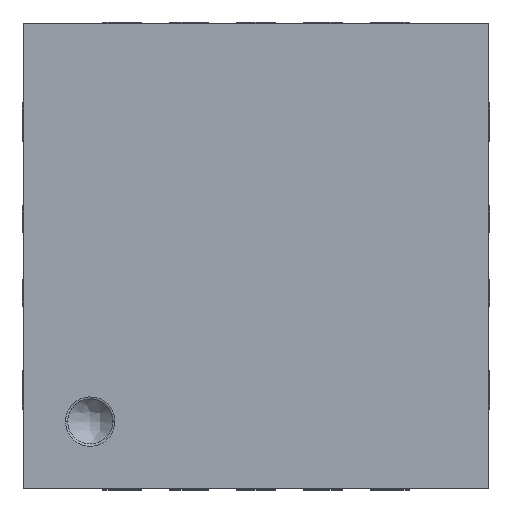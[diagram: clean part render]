
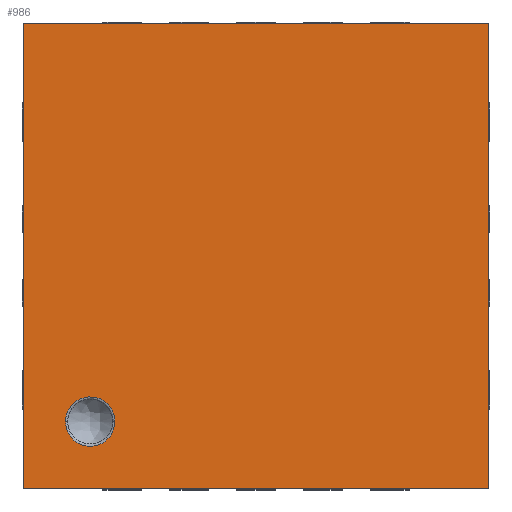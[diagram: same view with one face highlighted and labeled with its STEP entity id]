
A CAD part, top view. The second image highlights one B-rep face of the part: STEP entity #986.
In plain terms, the highlighted planar face has unit normal (0, 0, 1).
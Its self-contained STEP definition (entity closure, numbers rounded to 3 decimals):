
#58 = ORIENTED_EDGE ( 'NONE', *, *, #2714, .F. ) ;
#145 = CARTESIAN_POINT ( 'NONE',  ( 2.74, 0.01, 1. ) ) ;
#191 = CARTESIAN_POINT ( 'NONE',  ( -0.145, 0.344, 1. ) ) ;
#223 = FACE_BOUND ( 'NONE', #6479, .T. ) ;
#292 = ORIENTED_EDGE ( 'NONE', *, *, #2863, .F. ) ;
#412 = CARTESIAN_POINT ( 'NONE',  ( -0.424, 0.51, 1. ) ) ;
#694 = DIRECTION ( 'NONE',  ( -1., 0., 0. ) ) ;
#705 = VERTEX_POINT ( 'NONE', #1866 ) ;
#881 = ORIENTED_EDGE ( 'NONE', *, *, #2947, .T. ) ;
#917 = DIRECTION ( 'NONE',  ( 0., -1., 0. ) ) ;
#973 = VECTOR ( 'NONE', #917, 1000. ) ;
#986 = ADVANCED_FACE ( 'NONE', ( #5380, #223 ), #4905, .T. ) ;
#1123 = CARTESIAN_POINT ( 'NONE',  ( -0.056, 0.51, 1. ) ) ;
#1172 = CARTESIAN_POINT ( 'NONE',  ( -0.073, 0.604, 1. ) ) ;
#1212 = CARTESIAN_POINT ( 'NONE',  ( -0.406, 0.604, 1. ) ) ;
#1252 = LINE ( 'NONE', #145, #6571 ) ;
#1315 = EDGE_LOOP ( 'NONE', ( #292, #2487, #5821, #58 ) ) ;
#1384 = DIRECTION ( 'NONE',  ( 0., 0., 1. ) ) ;
#1625 = VERTEX_POINT ( 'NONE', #3913 ) ;
#1669 = CARTESIAN_POINT ( 'NONE',  ( -0.19, 0.695, 1. ) ) ;
#1792 = CARTESIAN_POINT ( 'NONE',  ( -0.424, 0.459, 1. ) ) ;
#1866 = CARTESIAN_POINT ( 'NONE',  ( -0.74, 0.01, 1. ) ) ;
#1910 = VERTEX_POINT ( 'NONE', #412 ) ;
#2230 = CARTESIAN_POINT ( 'NONE',  ( -0.146, 0.677, 1. ) ) ;
#2301 = CARTESIAN_POINT ( 'NONE',  ( -0.424, 0.51, 1. ) ) ;
#2306 = VERTEX_POINT ( 'NONE', #1123 ) ;
#2317 = LINE ( 'NONE', #2820, #4871 ) ;
#2487 = ORIENTED_EDGE ( 'NONE', *, *, #4544, .F. ) ;
#2714 = EDGE_CURVE ( 'NONE', #5433, #705, #1252, .T. ) ;
#2774 = CARTESIAN_POINT ( 'NONE',  ( -0.056, 0.459, 1. ) ) ;
#2820 = CARTESIAN_POINT ( 'NONE',  ( -0.74, 0.01, 1. ) ) ;
#2863 = EDGE_CURVE ( 'NONE', #3150, #5433, #6174, .T. ) ;
#2947 = EDGE_CURVE ( 'NONE', #1910, #2306, #4991, .T. ) ;
#3150 = VERTEX_POINT ( 'NONE', #5585 ) ;
#3269 = CARTESIAN_POINT ( 'NONE',  ( -0.056, 0.51, 1. ) ) ;
#3378 = CARTESIAN_POINT ( 'NONE',  ( -0.74, 0.01, 1. ) ) ;
#3702 = ORIENTED_EDGE ( 'NONE', *, *, #4428, .T. ) ;
#3719 = CARTESIAN_POINT ( 'NONE',  ( -0.335, 0.676, 1. ) ) ;
#3769 = CARTESIAN_POINT ( 'NONE',  ( -0.056, 0.51, 1. ) ) ;
#3900 = EDGE_CURVE ( 'NONE', #705, #1625, #2317, .T. ) ;
#3913 = CARTESIAN_POINT ( 'NONE',  ( -0.74, 3.49, 1. ) ) ;
#4312 = DIRECTION ( 'NONE',  ( 0., 1., 0. ) ) ;
#4367 = DIRECTION ( 'NONE',  ( 1., 0., 0. ) ) ;
#4428 = EDGE_CURVE ( 'NONE', #2306, #1910, #5873, .T. ) ;
#4488 = LINE ( 'NONE', #5047, #5528 ) ;
#4544 = EDGE_CURVE ( 'NONE', #1625, #3150, #4488, .T. ) ;
#4682 = CARTESIAN_POINT ( 'NONE',  ( -0.055, 0.561, 1. ) ) ;
#4697 = CARTESIAN_POINT ( 'NONE',  ( 2.74, 0.01, 1. ) ) ;
#4781 = CARTESIAN_POINT ( 'NONE',  ( -0.189, 0.326, 1. ) ) ;
#4871 = VECTOR ( 'NONE', #4312, 1000. ) ;
#4905 = PLANE ( 'NONE',  #5104 ) ;
#4991 = B_SPLINE_CURVE_WITH_KNOTS ( 'NONE', 3,
 ( #2301, #5730, #1212, #3719, #5765, #1669, #2230, #1172, #4682, #3269 ),
 .UNSPECIFIED., .F., .F.,
 ( 4, 2, 2, 2, 4 ),
 ( 0.5, 0.625, 0.75, 0.875, 1. ),
 .UNSPECIFIED. ) ;
#5047 = CARTESIAN_POINT ( 'NONE',  ( -0.74, 3.49, 1. ) ) ;
#5067 = CARTESIAN_POINT ( 'NONE',  ( 2.74, 3.49, 1. ) ) ;
#5104 = AXIS2_PLACEMENT_3D ( 'NONE', #3378, #1384, #4367 ) ;
#5320 = CARTESIAN_POINT ( 'NONE',  ( -0.074, 0.416, 1. ) ) ;
#5380 = FACE_OUTER_BOUND ( 'NONE', #1315, .T. ) ;
#5433 = VERTEX_POINT ( 'NONE', #4697 ) ;
#5528 = VECTOR ( 'NONE', #6437, 1000. ) ;
#5585 = CARTESIAN_POINT ( 'NONE',  ( 2.74, 3.49, 1. ) ) ;
#5730 = CARTESIAN_POINT ( 'NONE',  ( -0.425, 0.56, 1. ) ) ;
#5765 = CARTESIAN_POINT ( 'NONE',  ( -0.291, 0.694, 1. ) ) ;
#5817 = CARTESIAN_POINT ( 'NONE',  ( -0.29, 0.325, 1. ) ) ;
#5821 = ORIENTED_EDGE ( 'NONE', *, *, #3900, .F. ) ;
#5873 = B_SPLINE_CURVE_WITH_KNOTS ( 'NONE', 3,
 ( #3769, #2774, #5320, #191, #4781, #5817, #5881, #6404, #1792, #6366 ),
 .UNSPECIFIED., .F., .F.,
 ( 4, 2, 2, 2, 4 ),
 ( 0., 0.125, 0.25, 0.375, 0.5 ),
 .UNSPECIFIED. ) ;
#5881 = CARTESIAN_POINT ( 'NONE',  ( -0.334, 0.344, 1. ) ) ;
#6174 = LINE ( 'NONE', #5067, #973 ) ;
#6366 = CARTESIAN_POINT ( 'NONE',  ( -0.424, 0.51, 1. ) ) ;
#6404 = CARTESIAN_POINT ( 'NONE',  ( -0.406, 0.415, 1. ) ) ;
#6437 = DIRECTION ( 'NONE',  ( 1., 0., 0. ) ) ;
#6479 = EDGE_LOOP ( 'NONE', ( #3702, #881 ) ) ;
#6571 = VECTOR ( 'NONE', #694, 1000. ) ;
